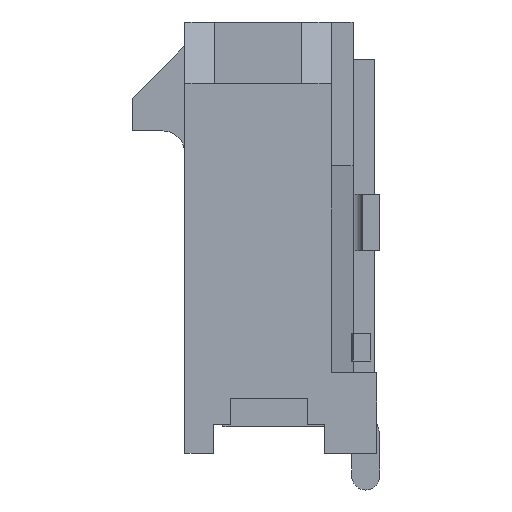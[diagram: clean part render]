
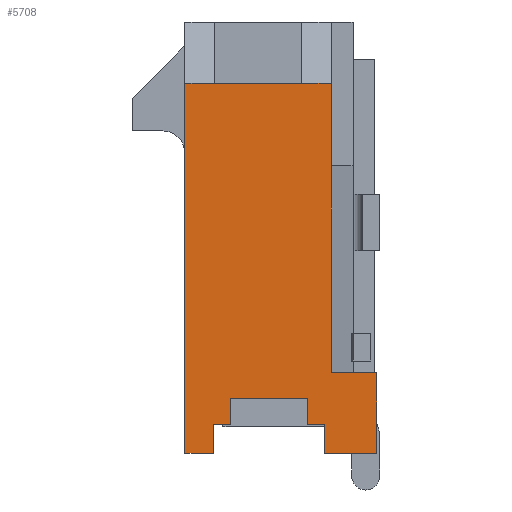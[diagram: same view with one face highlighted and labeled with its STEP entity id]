
A CAD part, left-side view. The second image highlights one B-rep face of the part: STEP entity #5708.
In plain terms, the highlighted planar face has unit normal (-1, 0, 0).
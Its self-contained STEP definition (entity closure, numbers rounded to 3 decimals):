
#658=DIRECTION('',(0.,1.,0.));
#659=VECTOR('',#658,1.04);
#660=CARTESIAN_POINT('',(-6.325,-2.47,-3.1));
#661=LINE('',#660,#659);
#1449=DIRECTION('',(0.,0.,-1.));
#1450=VECTOR('',#1449,1.9);
#1451=CARTESIAN_POINT('',(-6.325,-1.43,3.55));
#1452=LINE('',#1451,#1450);
#1453=DIRECTION('',(0.,0.,1.));
#1454=VECTOR('',#1453,4.75);
#1455=CARTESIAN_POINT('',(-6.325,-1.43,-3.1));
#1456=LINE('',#1455,#1454);
#1457=DIRECTION('',(0.,0.,-1.));
#1458=VECTOR('',#1457,1.85);
#1459=CARTESIAN_POINT('',(-6.325,-2.47,-3.1));
#1460=LINE('',#1459,#1458);
#1461=DIRECTION('',(0.,1.,0.));
#1462=VECTOR('',#1461,1.2);
#1463=CARTESIAN_POINT('',(-6.325,-2.47,-4.95));
#1464=LINE('',#1463,#1462);
#1465=DIRECTION('',(0.,0.,1.));
#1466=VECTOR('',#1465,0.67);
#1467=CARTESIAN_POINT('',(-6.325,-1.27,-4.95));
#1468=LINE('',#1467,#1466);
#1469=DIRECTION('',(0.,1.,0.));
#1470=VECTOR('',#1469,0.395);
#1471=CARTESIAN_POINT('',(-6.325,-1.27,-4.28));
#1472=LINE('',#1471,#1470);
#1473=DIRECTION('',(0.,0.,-1.));
#1474=VECTOR('',#1473,0.6);
#1475=CARTESIAN_POINT('',(-6.325,-0.875,-3.68));
#1476=LINE('',#1475,#1474);
#1477=DIRECTION('',(0.,-1.,0.));
#1478=VECTOR('',#1477,1.75);
#1479=CARTESIAN_POINT('',(-6.325,0.875,-3.68));
#1480=LINE('',#1479,#1478);
#1481=DIRECTION('',(0.,0.,-1.));
#1482=VECTOR('',#1481,0.6);
#1483=CARTESIAN_POINT('',(-6.325,0.875,-3.68));
#1484=LINE('',#1483,#1482);
#1485=DIRECTION('',(0.,1.,0.));
#1486=VECTOR('',#1485,0.395);
#1487=CARTESIAN_POINT('',(-6.325,0.875,-4.28));
#1488=LINE('',#1487,#1486);
#1489=DIRECTION('',(0.,0.,-1.));
#1490=VECTOR('',#1489,0.67);
#1491=CARTESIAN_POINT('',(-6.325,1.27,-4.28));
#1492=LINE('',#1491,#1490);
#1493=DIRECTION('',(0.,1.,0.));
#1494=VECTOR('',#1493,0.66);
#1495=CARTESIAN_POINT('',(-6.325,1.27,-4.95));
#1496=LINE('',#1495,#1494);
#1497=DIRECTION('',(0.,0.,1.));
#1498=VECTOR('',#1497,8.5);
#1499=CARTESIAN_POINT('',(-6.325,1.93,-4.95));
#1500=LINE('',#1499,#1498);
#1501=DIRECTION('',(0.,1.,0.));
#1502=VECTOR('',#1501,0.68);
#1503=CARTESIAN_POINT('',(-6.325,1.25,3.55));
#1504=LINE('',#1503,#1502);
#1505=DIRECTION('',(0.,1.,0.));
#1506=VECTOR('',#1505,2.);
#1507=CARTESIAN_POINT('',(-6.325,-0.75,3.55));
#1508=LINE('',#1507,#1506);
#1509=DIRECTION('',(0.,1.,0.));
#1510=VECTOR('',#1509,0.68);
#1511=CARTESIAN_POINT('',(-6.325,-1.43,3.55));
#1512=LINE('',#1511,#1510);
#2871=CARTESIAN_POINT('',(-6.325,-2.47,-3.1));
#2872=CARTESIAN_POINT('',(-6.325,-2.47,-4.95));
#2873=VERTEX_POINT('',#2871);
#2874=VERTEX_POINT('',#2872);
#2875=CARTESIAN_POINT('',(-6.325,-1.27,-4.95));
#2876=VERTEX_POINT('',#2875);
#2883=CARTESIAN_POINT('',(-6.325,-1.27,-4.28));
#2884=VERTEX_POINT('',#2883);
#2885=CARTESIAN_POINT('',(-6.325,1.27,-4.28));
#2886=CARTESIAN_POINT('',(-6.325,1.27,-4.95));
#2887=VERTEX_POINT('',#2885);
#2888=VERTEX_POINT('',#2886);
#2889=CARTESIAN_POINT('',(-6.325,1.93,-4.95));
#2890=VERTEX_POINT('',#2889);
#2915=CARTESIAN_POINT('',(-6.325,-0.75,3.55));
#2916=CARTESIAN_POINT('',(-6.325,1.25,3.55));
#2917=VERTEX_POINT('',#2915);
#2918=VERTEX_POINT('',#2916);
#2969=CARTESIAN_POINT('',(-6.325,-0.875,-4.28));
#2971=VERTEX_POINT('',#2969);
#2973=CARTESIAN_POINT('',(-6.325,0.875,-4.28));
#2975=VERTEX_POINT('',#2973);
#3015=CARTESIAN_POINT('',(-6.325,0.875,-3.68));
#3017=VERTEX_POINT('',#3015);
#3121=CARTESIAN_POINT('',(-6.325,1.93,3.55));
#3123=VERTEX_POINT('',#3121);
#3129=CARTESIAN_POINT('',(-6.325,-0.875,-3.68));
#3130=VERTEX_POINT('',#3129);
#3161=CARTESIAN_POINT('',(-6.325,-1.43,-3.1));
#3162=VERTEX_POINT('',#3161);
#3425=CARTESIAN_POINT('',(-6.325,-1.43,3.55));
#3427=VERTEX_POINT('',#3425);
#3434=CARTESIAN_POINT('',(-6.325,-1.43,1.65));
#3436=VERTEX_POINT('',#3434);
#5678=CARTESIAN_POINT('',(-6.325,0.,0.));
#5679=DIRECTION('',(1.,0.,0.));
#5680=DIRECTION('',(0.,0.,-1.));
#5681=AXIS2_PLACEMENT_3D('',#5678,#5679,#5680);
#5682=PLANE('',#5681);
#5683=ORIENTED_EDGE('',*,*,#4198,.T.);
#5684=ORIENTED_EDGE('',*,*,#4351,.F.);
#5685=ORIENTED_EDGE('',*,*,#4670,.F.);
#5686=ORIENTED_EDGE('',*,*,#4643,.T.);
#5687=ORIENTED_EDGE('',*,*,#4553,.T.);
#5688=ORIENTED_EDGE('',*,*,#3958,.T.);
#5689=ORIENTED_EDGE('',*,*,#5227,.T.);
#5690=ORIENTED_EDGE('',*,*,#5429,.F.);
#5691=ORIENTED_EDGE('',*,*,#5523,.F.);
#5692=ORIENTED_EDGE('',*,*,#5617,.T.);
#5693=ORIENTED_EDGE('',*,*,#5244,.T.);
#5695=ORIENTED_EDGE('',*,*,#5694,.T.);
#5697=ORIENTED_EDGE('',*,*,#5696,.T.);
#5699=ORIENTED_EDGE('',*,*,#5698,.T.);
#5701=ORIENTED_EDGE('',*,*,#5700,.F.);
#5703=ORIENTED_EDGE('',*,*,#5702,.F.);
#5705=ORIENTED_EDGE('',*,*,#5704,.F.);
#5706=EDGE_LOOP('',(#5683,#5684,#5685,#5686,#5687,#5688,#5689,#5690,#5691,#5692,
#5693,#5695,#5697,#5699,#5701,#5703,#5705));
#5707=FACE_OUTER_BOUND('',#5706,.F.);
#5708=ADVANCED_FACE('',(#5707),#5682,.F.);
#3958=EDGE_CURVE('',#2876,#2884,#1468,.T.);
#4198=EDGE_CURVE('',#3427,#3436,#1452,.T.);
#4351=EDGE_CURVE('',#3162,#3436,#1456,.T.);
#4553=EDGE_CURVE('',#2874,#2876,#1464,.T.);
#4643=EDGE_CURVE('',#2873,#2874,#1460,.T.);
#4670=EDGE_CURVE('',#2873,#3162,#661,.T.);
#5227=EDGE_CURVE('',#2884,#2971,#1472,.T.);
#5244=EDGE_CURVE('',#2975,#2887,#1488,.T.);
#5429=EDGE_CURVE('',#3130,#2971,#1476,.T.);
#5523=EDGE_CURVE('',#3017,#3130,#1480,.T.);
#5617=EDGE_CURVE('',#3017,#2975,#1484,.T.);
#5694=EDGE_CURVE('',#2887,#2888,#1492,.T.);
#5696=EDGE_CURVE('',#2888,#2890,#1496,.T.);
#5698=EDGE_CURVE('',#2890,#3123,#1500,.T.);
#5700=EDGE_CURVE('',#2918,#3123,#1504,.T.);
#5702=EDGE_CURVE('',#2917,#2918,#1508,.T.);
#5704=EDGE_CURVE('',#3427,#2917,#1512,.T.);
